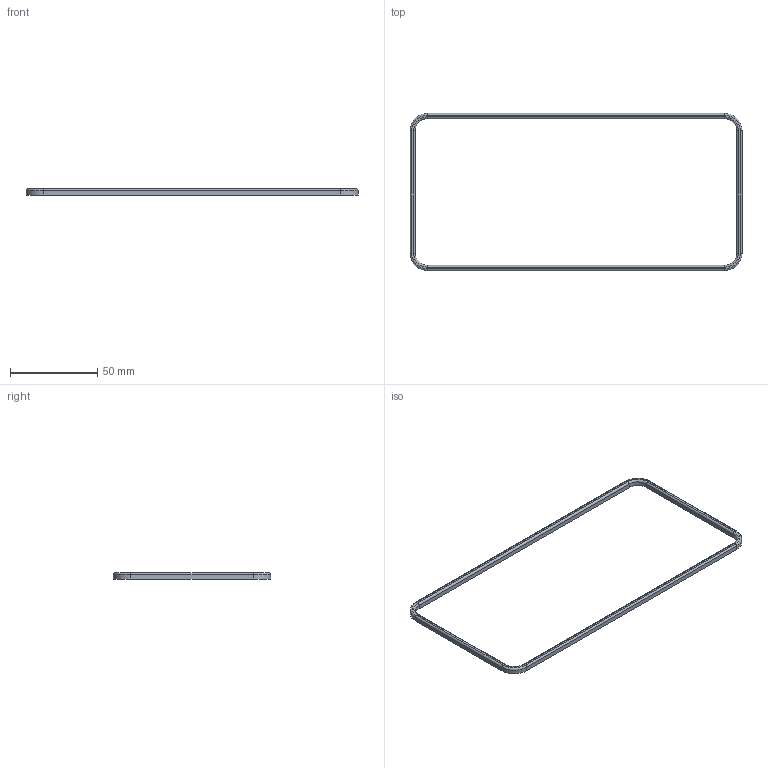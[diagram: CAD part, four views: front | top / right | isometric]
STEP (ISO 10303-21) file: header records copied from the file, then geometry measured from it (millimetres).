
FILE_DESCRIPTION (( 'STEP AP214' ), '1' );
FILE_NAME ('Haimer Case TPU O-Ring.STEP', '2024-12-26T21:58:42', ( '' ), ( '' ), 'SwSTEP 2.0', 'SolidWorks 2020', '' );
FILE_SCHEMA (( 'AUTOMOTIVE_DESIGN' ));
Length unit declared in the file: millimetre
Products named in the file (1): Haimer Case TPU O-Ring
Bounding box: 190 x 90 x 3.5 mm (x, y, z)
Volume: 5371.8 mm3; surface area: 6476.4 mm2
Topology: 1 solids, 1 shells, 34 faces, 80 edges, 48 vertices
Faces by surface type: cylinder 16, plane 10, torus 8
Entity records: 1014 total; most frequent: DIRECTION 190, CARTESIAN_POINT 163, ORIENTED_EDGE 160, EDGE_CURVE 80, AXIS2_PLACEMENT_3D 75, VERTEX_POINT 48, LINE 40, CIRCLE 40
